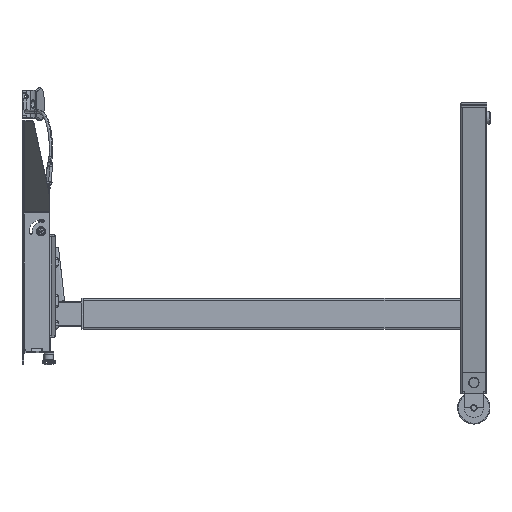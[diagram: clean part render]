
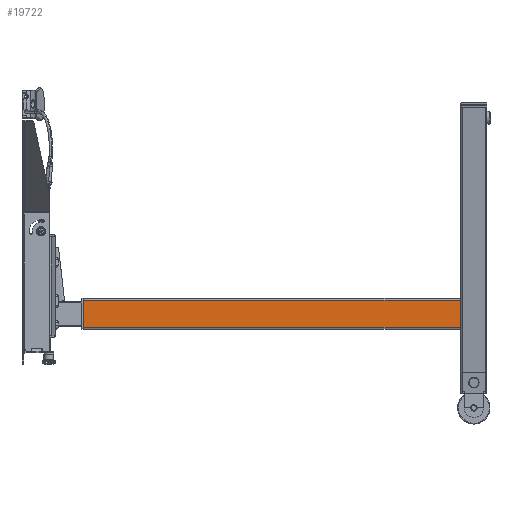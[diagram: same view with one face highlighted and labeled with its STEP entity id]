
A CAD part, left-side view. The second image highlights one B-rep face of the part: STEP entity #19722.
In plain terms, the highlighted planar face has unit normal (-1, 0, 0).
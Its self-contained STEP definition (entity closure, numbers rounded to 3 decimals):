
#879 = CARTESIAN_POINT ( 'NONE',  ( -24., 630., 21.5 ) ) ;
#5089 = DIRECTION ( 'NONE',  ( 0., -1., 0. ) ) ;
#6367 = VECTOR ( 'NONE', #26193, 1000. ) ;
#9029 = VERTEX_POINT ( 'NONE', #43855 ) ;
#11375 = CARTESIAN_POINT ( 'NONE',  ( -24., 630., 21.5 ) ) ;
#14725 = VECTOR ( 'NONE', #59855, 1000. ) ;
#18940 = CARTESIAN_POINT ( 'NONE',  ( -24., 40., -21.5 ) ) ;
#19722 = ADVANCED_FACE ( 'NONE', ( #26038 ), #20782, .F. ) ;
#20782 = PLANE ( 'NONE',  #51624 ) ;
#22518 = LINE ( 'NONE', #879, #14725 ) ;
#25348 = VERTEX_POINT ( 'NONE', #43585 ) ;
#25869 = VERTEX_POINT ( 'NONE', #18940 ) ;
#26038 = FACE_OUTER_BOUND ( 'NONE', #65011, .T. ) ;
#26193 = DIRECTION ( 'NONE',  ( 0., 0., 1. ) ) ;
#31782 = EDGE_CURVE ( 'NONE', #25869, #65660, #53064, .T. ) ;
#32326 = DIRECTION ( 'NONE',  ( 1., 0., 0. ) ) ;
#32891 = EDGE_CURVE ( 'NONE', #25348, #65660, #22518, .T. ) ;
#33331 = LINE ( 'NONE', #54600, #67657 ) ;
#35532 = CARTESIAN_POINT ( 'NONE',  ( -24., 630., 21.5 ) ) ;
#39575 = DIRECTION ( 'NONE',  ( 0., -1., 0. ) ) ;
#42396 = VECTOR ( 'NONE', #46004, 1000. ) ;
#43585 = CARTESIAN_POINT ( 'NONE',  ( -24., 630., 21.5 ) ) ;
#43855 = CARTESIAN_POINT ( 'NONE',  ( -24., 630., -21.5 ) ) ;
#44189 = CARTESIAN_POINT ( 'NONE',  ( -24., 40., 21.5 ) ) ;
#46004 = DIRECTION ( 'NONE',  ( 0., 0., 1. ) ) ;
#50148 = EDGE_CURVE ( 'NONE', #9029, #25869, #33331, .T. ) ;
#50199 = LINE ( 'NONE', #35532, #42396 ) ;
#51624 = AXIS2_PLACEMENT_3D ( 'NONE', #11375, #32326, #5089 ) ;
#51704 = ORIENTED_EDGE ( 'NONE', *, *, #31782, .T. ) ;
#53064 = LINE ( 'NONE', #57956, #6367 ) ;
#54600 = CARTESIAN_POINT ( 'NONE',  ( -24., 630., -21.5 ) ) ;
#57956 = CARTESIAN_POINT ( 'NONE',  ( -24., 40., 21.5 ) ) ;
#58708 = ORIENTED_EDGE ( 'NONE', *, *, #65340, .F. ) ;
#59855 = DIRECTION ( 'NONE',  ( 0., -1., 0. ) ) ;
#61229 = ORIENTED_EDGE ( 'NONE', *, *, #50148, .T. ) ;
#65003 = ORIENTED_EDGE ( 'NONE', *, *, #32891, .F. ) ;
#65011 = EDGE_LOOP ( 'NONE', ( #51704, #65003, #58708, #61229 ) ) ;
#65340 = EDGE_CURVE ( 'NONE', #9029, #25348, #50199, .T. ) ;
#65660 = VERTEX_POINT ( 'NONE', #44189 ) ;
#67657 = VECTOR ( 'NONE', #39575, 1000. ) ;
